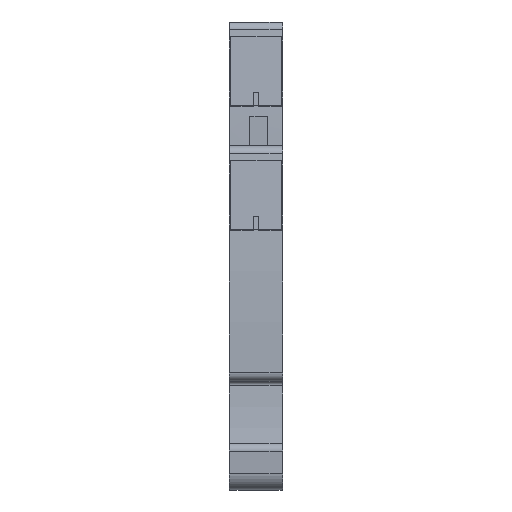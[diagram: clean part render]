
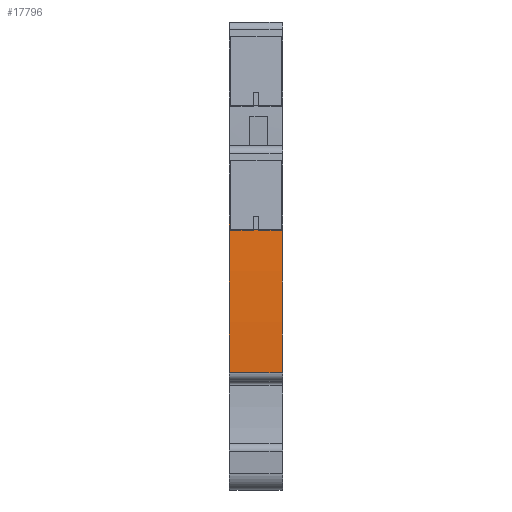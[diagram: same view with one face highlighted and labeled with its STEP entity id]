
A CAD part, front view. The second image highlights one B-rep face of the part: STEP entity #17796.
In plain terms, the highlighted cylindrical face has radius 191.632 mm (diameter 383.264 mm), a partial arc.
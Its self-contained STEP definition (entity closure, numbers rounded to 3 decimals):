
#17035=AXIS2_PLACEMENT_3D('Cylinder Axis2P3D',#17032,#17033,#17034) ;
#17773=AXIS2_PLACEMENT_3D('Circle Axis2P3D',#17771,#17772,$) ;
#17787=AXIS2_PLACEMENT_3D('Circle Axis2P3D',#17785,#17786,$) ;
#17032=CARTESIAN_POINT('Axis2P3D Location',(3.05,193.128,17.05)) ;
#17749=CARTESIAN_POINT('Vertex',(0.,2.,30.933)) ;
#17752=CARTESIAN_POINT('Line Origine',(3.025,2.,30.933)) ;
#17756=CARTESIAN_POINT('Vertex',(6.05,2.,30.933)) ;
#17771=CARTESIAN_POINT('Axis2P3D Location',(0.,193.128,17.05)) ;
#17775=CARTESIAN_POINT('Vertex',(0.,1.53,13.431)) ;
#17778=CARTESIAN_POINT('Line Origine',(3.05,1.53,13.431)) ;
#17782=CARTESIAN_POINT('Vertex',(6.05,1.53,13.431)) ;
#17785=CARTESIAN_POINT('Axis2P3D Location',(6.05,193.128,17.05)) ;
#17033=DIRECTION('Axis2P3D Direction',(1.,0.,0.)) ;
#17034=DIRECTION('Axis2P3D XDirection',(0.,-0.994,0.112)) ;
#17753=DIRECTION('Vector Direction',(1.,0.,0.)) ;
#17772=DIRECTION('Axis2P3D Direction',(1.,0.,0.)) ;
#17779=DIRECTION('Vector Direction',(1.,0.,0.)) ;
#17786=DIRECTION('Axis2P3D Direction',(1.,0.,0.)) ;
#17754=VECTOR('Line Direction',#17753,1.) ;
#17780=VECTOR('Line Direction',#17779,1.) ;
#17791=ORIENTED_EDGE('',*,*,#17758,.F.) ;
#17792=ORIENTED_EDGE('',*,*,#17777,.T.) ;
#17793=ORIENTED_EDGE('',*,*,#17784,.T.) ;
#17794=ORIENTED_EDGE('',*,*,#17789,.T.) ;
#17796=ADVANCED_FACE('MLD 1',(#17795),#17036,.T.) ;
#17774=CIRCLE('generated circle',#17773,191.632) ;
#17788=CIRCLE('generated circle',#17787,191.632) ;
#17036=CYLINDRICAL_SURFACE('generated cylinder',#17035,191.632) ;
#17758=EDGE_CURVE('',#17750,#17757,#17755,.T.) ;
#17777=EDGE_CURVE('',#17750,#17776,#17774,.T.) ;
#17784=EDGE_CURVE('',#17776,#17783,#17781,.T.) ;
#17789=EDGE_CURVE('',#17783,#17757,#17788,.F.) ;
#17790=EDGE_LOOP('',(#17791,#17792,#17793,#17794)) ;
#17795=FACE_OUTER_BOUND('',#17790,.T.) ;
#17755=LINE('Line',#17752,#17754) ;
#17781=LINE('Line',#17778,#17780) ;
#17750=VERTEX_POINT('',#17749) ;
#17757=VERTEX_POINT('',#17756) ;
#17776=VERTEX_POINT('',#17775) ;
#17783=VERTEX_POINT('',#17782) ;
